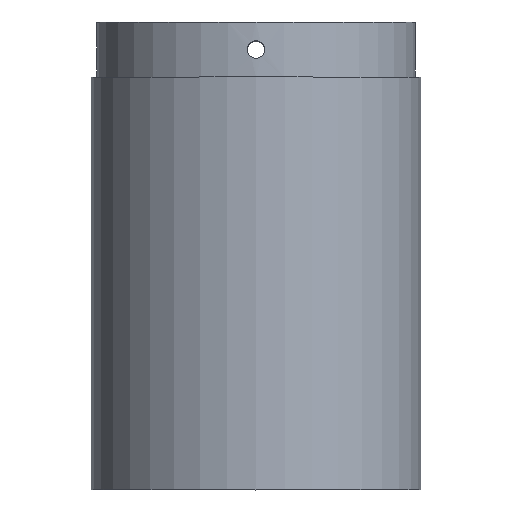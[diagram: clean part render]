
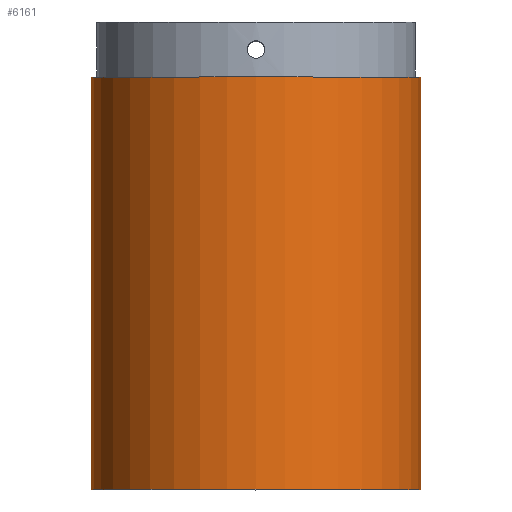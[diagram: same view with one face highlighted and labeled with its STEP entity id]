
A CAD part, top view. The second image highlights one B-rep face of the part: STEP entity #6161.
In plain terms, the highlighted cylindrical face has radius 30 mm (diameter 60 mm), a full revolution.
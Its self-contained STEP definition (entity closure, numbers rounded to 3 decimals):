
#804=FACE_OUTER_BOUND('',#1207,.T.);
#1207=EDGE_LOOP('',(#5688,#5689,#5690,#5691));
#1672=LINE('',#10785,#2131);
#2131=VECTOR('',#8419,30.);
#2174=CIRCLE('',#6264,30.);
#2415=CIRCLE('',#6759,30.);
#2496=VERTEX_POINT('',#8939);
#3007=VERTEX_POINT('',#10748);
#3112=EDGE_CURVE('',#2496,#2496,#2174,.T.);
#3892=EDGE_CURVE('',#3007,#3007,#2415,.T.);
#3909=EDGE_CURVE('',#3007,#2496,#1672,.T.);
#5688=ORIENTED_EDGE('',*,*,#3892,.F.);
#5689=ORIENTED_EDGE('',*,*,#3909,.T.);
#5690=ORIENTED_EDGE('',*,*,#3112,.F.);
#5691=ORIENTED_EDGE('',*,*,#3909,.F.);
#5850=CYLINDRICAL_SURFACE('',#6778,30.);
#6161=ADVANCED_FACE('',(#804),#5850,.T.);
#6264=AXIS2_PLACEMENT_3D('',#8940,#6966,#6967);
#6759=AXIS2_PLACEMENT_3D('',#10749,#8363,#8364);
#6778=AXIS2_PLACEMENT_3D('',#10784,#8417,#8418);
#6966=DIRECTION('center_axis',(0.,1.,0.));
#6967=DIRECTION('ref_axis',(1.,0.,0.));
#8363=DIRECTION('center_axis',(0.,-1.,0.));
#8364=DIRECTION('ref_axis',(1.,0.,0.));
#8417=DIRECTION('center_axis',(0.,-1.,0.));
#8418=DIRECTION('ref_axis',(1.,0.,0.));
#8419=DIRECTION('',(0.,1.,0.));
#8939=CARTESIAN_POINT('',(-30.,75.,0.));
#8940=CARTESIAN_POINT('Origin',(0.,75.,0.));
#10748=CARTESIAN_POINT('',(-30.,0.,0.));
#10749=CARTESIAN_POINT('Origin',(0.,0.,0.));
#10784=CARTESIAN_POINT('Origin',(0.,75.,0.));
#10785=CARTESIAN_POINT('',(-30.,75.,0.));
